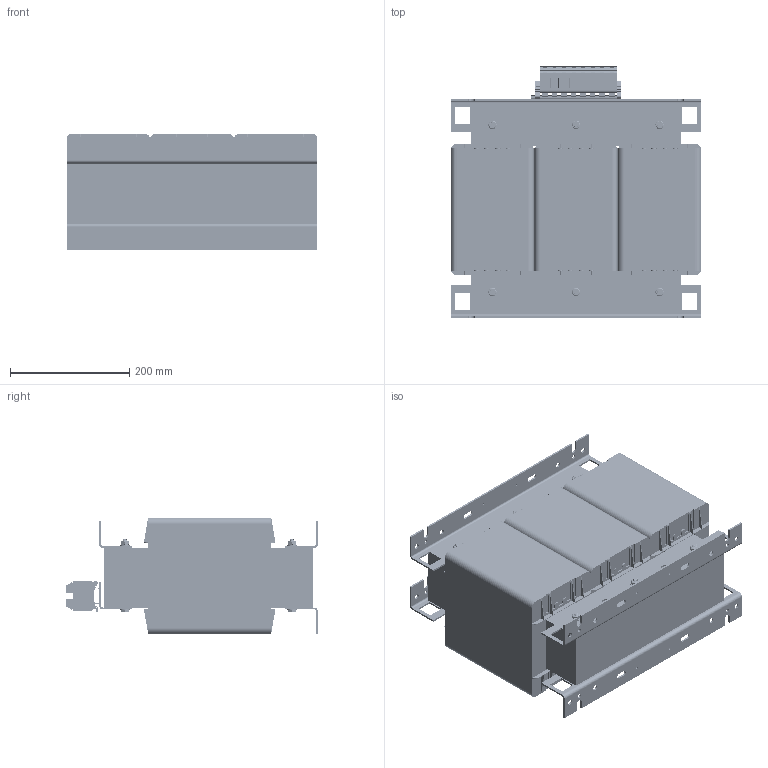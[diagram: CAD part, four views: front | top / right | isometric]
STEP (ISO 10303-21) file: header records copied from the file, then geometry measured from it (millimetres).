
FILE_DESCRIPTION(/* description */ (''),/* implementation_level */ '2;1');
FILE_NAME(/* name */ 'TTX12.5.stp',/* time_stamp */ '2023-06-06T09:53:24+02:00',/* author */ ('sb'),/* organization */ (''),/* preprocessor_version */ 'ST-DEVELOPER v16.13',/* originating_system */ 'Autodesk Inventor 2018',/* authorisation */ '');
FILE_SCHEMA (('AUTOMOTIVE_DESIGN { 1 0 10303 214 3 1 1 }'));
Products named in the file (14): TT RC70x100; Núcleo RC70x100; BRI70-3IP0E25; DIN 126 - 9; DIN 934 - M8; TOR8120E; BOBINA+CARRETE-RC70x100; CAR0016T (70x100); BOBINARC70x100; Regletero 6 conexiones + Tierra; 495049_KD3_Grey; Guía DIN 150; 0.0.0.3.04170(AVK 35); BOR2535T
Assembly tree (45 placements, depth 3):
  TT RC70x100
    BRI70-3IP0E25  x4
    Núcleo RC70x100
    DIN 126 - 9  x12
    DIN 934 - M8  x6
    TOR8120E  x6
    BOBINA+CARRETE-RC70x100  x3
      CAR0016T (70x100)
      BOBINARC70x100
    Regletero 6 conexiones + Tierra
      495049_KD3_Grey
      Guía DIN 150
      0.0.0.3.04170(AVK 35)  x7
      BOR2535T
Bounding box: 420 x 421.15 x 195.5 mm (x, y, z)
Volume: 22255516 mm3; surface area: 2307208.1 mm2
Topology: 46 solids, 62 shells, 3072 faces, 8189 edges, 5285 vertices
Faces by surface type: plane 2260, cylinder 752, cone 48, bspline 12
Full cylindrical faces by diameter (mm): 2.459 x2, 3 x2, 3.5 x8, 5.8 x2, 6.647 x14, 7.3 x16, 8.6 x8, 9 x28, 12 x26, 16 x12
Entity records: 47581 total; most frequent: CARTESIAN_POINT 19353, ORIENTED_EDGE 5694, DIRECTION 5632, EDGE_CURVE 2847, LINE 2258, VECTOR 2258, VERTEX_POINT 1862, AXIS2_PLACEMENT_3D 1687
